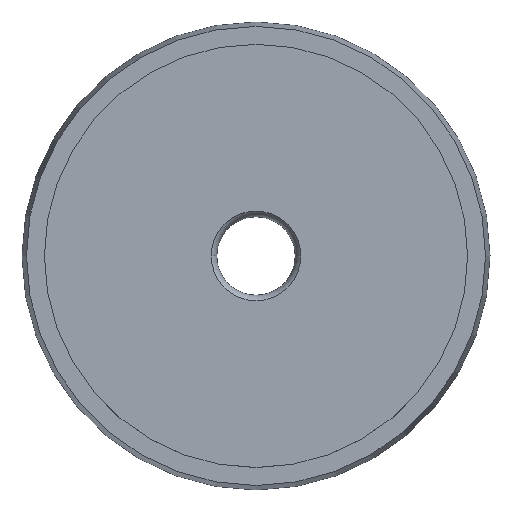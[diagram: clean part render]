
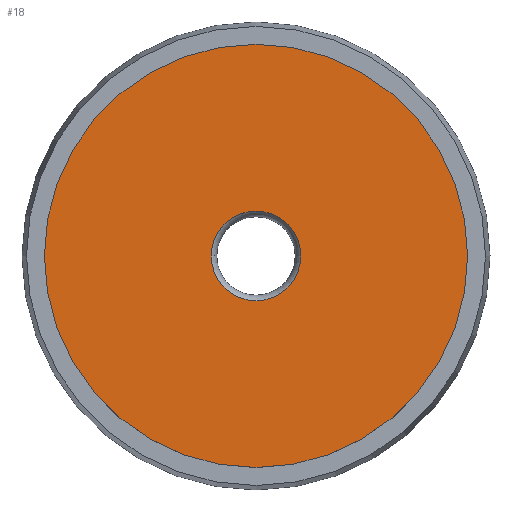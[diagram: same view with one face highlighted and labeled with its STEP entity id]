
A CAD part, top view. The second image highlights one B-rep face of the part: STEP entity #18.
In plain terms, the highlighted planar face has unit normal (0, 0, 1).
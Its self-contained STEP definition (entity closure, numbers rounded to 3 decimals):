
#5 = DIRECTION ( 'NONE',  ( 0., 0., -1. ) ) ;
#13 = ORIENTED_EDGE ( 'NONE', *, *, #259, .F. ) ;
#18 = ADVANCED_FACE ( 'NONE', ( #304, #418 ), #477, .F. ) ;
#33 = VERTEX_POINT ( 'NONE', #566 ) ;
#57 = CIRCLE ( 'NONE', #533, 9.45 ) ;
#61 = AXIS2_PLACEMENT_3D ( 'NONE', #619, #281, #378 ) ;
#71 = EDGE_CURVE ( 'NONE', #316, #33, #330, .T. ) ;
#91 = CARTESIAN_POINT ( 'NONE',  ( 2., 0., 0. ) ) ;
#109 = EDGE_LOOP ( 'NONE', ( #387, #13 ) ) ;
#123 = CARTESIAN_POINT ( 'NONE',  ( 0., 0., 0. ) ) ;
#131 = CARTESIAN_POINT ( 'NONE',  ( -2., 0., 0. ) ) ;
#146 = ORIENTED_EDGE ( 'NONE', *, *, #292, .T. ) ;
#159 = DIRECTION ( 'NONE',  ( 1., 0., 0. ) ) ;
#195 = DIRECTION ( 'NONE',  ( 1., 0., 0. ) ) ;
#200 = VERTEX_POINT ( 'NONE', #131 ) ;
#206 = CIRCLE ( 'NONE', #479, 2. ) ;
#256 = DIRECTION ( 'NONE',  ( 0., 0., 1. ) ) ;
#259 = EDGE_CURVE ( 'NONE', #200, #374, #206, .T. ) ;
#281 = DIRECTION ( 'NONE',  ( 0., 0., 1. ) ) ;
#292 = EDGE_CURVE ( 'NONE', #33, #316, #57, .T. ) ;
#304 = FACE_BOUND ( 'NONE', #109, .T. ) ;
#309 = AXIS2_PLACEMENT_3D ( 'NONE', #311, #256, #159 ) ;
#311 = CARTESIAN_POINT ( 'NONE',  ( 0., 0., 0. ) ) ;
#313 = ORIENTED_EDGE ( 'NONE', *, *, #71, .T. ) ;
#316 = VERTEX_POINT ( 'NONE', #636 ) ;
#330 = CIRCLE ( 'NONE', #61, 9.45 ) ;
#358 = AXIS2_PLACEMENT_3D ( 'NONE', #465, #5, #471 ) ;
#374 = VERTEX_POINT ( 'NONE', #91 ) ;
#378 = DIRECTION ( 'NONE',  ( 1., 0., 0. ) ) ;
#387 = ORIENTED_EDGE ( 'NONE', *, *, #497, .F. ) ;
#418 = FACE_OUTER_BOUND ( 'NONE', #560, .T. ) ;
#450 = CIRCLE ( 'NONE', #309, 2. ) ;
#465 = CARTESIAN_POINT ( 'NONE',  ( 0., 0., 0. ) ) ;
#471 = DIRECTION ( 'NONE',  ( -1., 0., 0. ) ) ;
#477 = PLANE ( 'NONE',  #358 ) ;
#479 = AXIS2_PLACEMENT_3D ( 'NONE', #123, #486, #521 ) ;
#486 = DIRECTION ( 'NONE',  ( 0., 0., 1. ) ) ;
#494 = DIRECTION ( 'NONE',  ( 0., 0., 1. ) ) ;
#497 = EDGE_CURVE ( 'NONE', #374, #200, #450, .T. ) ;
#521 = DIRECTION ( 'NONE',  ( 1., 0., 0. ) ) ;
#533 = AXIS2_PLACEMENT_3D ( 'NONE', #536, #494, #195 ) ;
#536 = CARTESIAN_POINT ( 'NONE',  ( 0., 0., 0. ) ) ;
#560 = EDGE_LOOP ( 'NONE', ( #313, #146 ) ) ;
#566 = CARTESIAN_POINT ( 'NONE',  ( -9.45, 0., 0. ) ) ;
#619 = CARTESIAN_POINT ( 'NONE',  ( 0., 0., 0. ) ) ;
#636 = CARTESIAN_POINT ( 'NONE',  ( 9.45, 0., 0. ) ) ;
